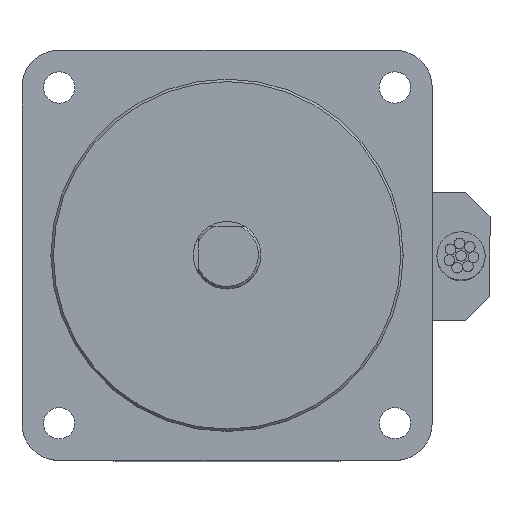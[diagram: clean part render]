
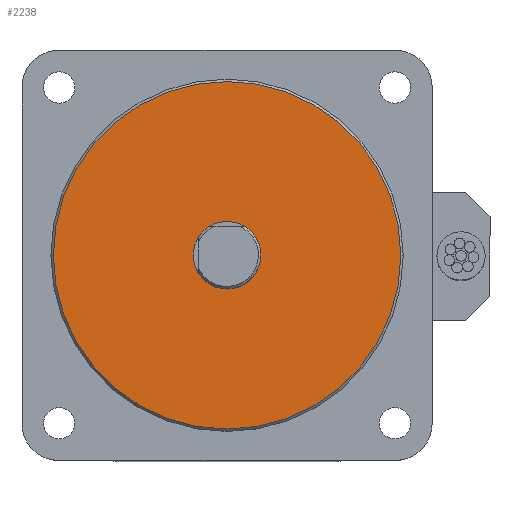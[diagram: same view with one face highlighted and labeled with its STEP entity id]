
A CAD part, top view. The second image highlights one B-rep face of the part: STEP entity #2238.
In plain terms, the highlighted planar face has unit normal (0, 0, 1).
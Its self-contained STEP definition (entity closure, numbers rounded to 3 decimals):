
#134 = CARTESIAN_POINT ( 'NONE',  ( 0., 0., 158. ) ) ;
#171 = FACE_BOUND ( 'NONE', #2715, .T. ) ;
#303 = CARTESIAN_POINT ( 'NONE',  ( 7., 0., 158. ) ) ;
#331 = PLANE ( 'NONE',  #576 ) ;
#340 = EDGE_CURVE ( 'NONE', #711, #1986, #1797, .T. ) ;
#487 = ORIENTED_EDGE ( 'NONE', *, *, #1082, .F. ) ;
#550 = DIRECTION ( 'NONE',  ( 0., 0., 1. ) ) ;
#576 = AXIS2_PLACEMENT_3D ( 'NONE', #134, #550, #2067 ) ;
#590 = ORIENTED_EDGE ( 'NONE', *, *, #1972, .T. ) ;
#711 = VERTEX_POINT ( 'NONE', #303 ) ;
#841 = CIRCLE ( 'NONE', #2148, 36.012 ) ;
#842 = CARTESIAN_POINT ( 'NONE',  ( -7., 0., 158. ) ) ;
#858 = AXIS2_PLACEMENT_3D ( 'NONE', #1242, #2754, #1457 ) ;
#997 = CARTESIAN_POINT ( 'NONE',  ( 0., 0., 158. ) ) ;
#1054 = DIRECTION ( 'NONE',  ( 0., 0., 1. ) ) ;
#1082 = EDGE_CURVE ( 'NONE', #1986, #711, #1621, .T. ) ;
#1214 = DIRECTION ( 'NONE',  ( 1., 0., 0. ) ) ;
#1242 = CARTESIAN_POINT ( 'NONE',  ( 0., 0., 158. ) ) ;
#1290 = DIRECTION ( 'NONE',  ( 1., 0., 0. ) ) ;
#1327 = AXIS2_PLACEMENT_3D ( 'NONE', #997, #2520, #1214 ) ;
#1457 = DIRECTION ( 'NONE',  ( 1., 0., 0. ) ) ;
#1501 = CARTESIAN_POINT ( 'NONE',  ( 0., 0., 158. ) ) ;
#1537 = EDGE_LOOP ( 'NONE', ( #590, #1707 ) ) ;
#1549 = CARTESIAN_POINT ( 'NONE',  ( 36.012, 0., 158. ) ) ;
#1581 = EDGE_CURVE ( 'NONE', #2130, #2244, #1796, .T. ) ;
#1621 = CIRCLE ( 'NONE', #858, 7. ) ;
#1707 = ORIENTED_EDGE ( 'NONE', *, *, #1581, .T. ) ;
#1796 = CIRCLE ( 'NONE', #1327, 36.012 ) ;
#1797 = CIRCLE ( 'NONE', #2078, 7. ) ;
#1811 = FACE_OUTER_BOUND ( 'NONE', #1537, .T. ) ;
#1936 = ORIENTED_EDGE ( 'NONE', *, *, #340, .F. ) ;
#1972 = EDGE_CURVE ( 'NONE', #2244, #2130, #841, .T. ) ;
#1986 = VERTEX_POINT ( 'NONE', #842 ) ;
#2067 = DIRECTION ( 'NONE',  ( 1., 0., 0. ) ) ;
#2078 = AXIS2_PLACEMENT_3D ( 'NONE', #1501, #2805, #1290 ) ;
#2130 = VERTEX_POINT ( 'NONE', #1549 ) ;
#2148 = AXIS2_PLACEMENT_3D ( 'NONE', #2366, #1054, #2580 ) ;
#2238 = ADVANCED_FACE ( 'NONE', ( #1811, #171 ), #331, .T. ) ;
#2244 = VERTEX_POINT ( 'NONE', #2510 ) ;
#2366 = CARTESIAN_POINT ( 'NONE',  ( 0., 0., 158. ) ) ;
#2510 = CARTESIAN_POINT ( 'NONE',  ( -36.012, 0., 158. ) ) ;
#2520 = DIRECTION ( 'NONE',  ( 0., 0., 1. ) ) ;
#2580 = DIRECTION ( 'NONE',  ( 1., 0., 0. ) ) ;
#2715 = EDGE_LOOP ( 'NONE', ( #487, #1936 ) ) ;
#2754 = DIRECTION ( 'NONE',  ( 0., 0., 1. ) ) ;
#2805 = DIRECTION ( 'NONE',  ( 0., 0., 1. ) ) ;
